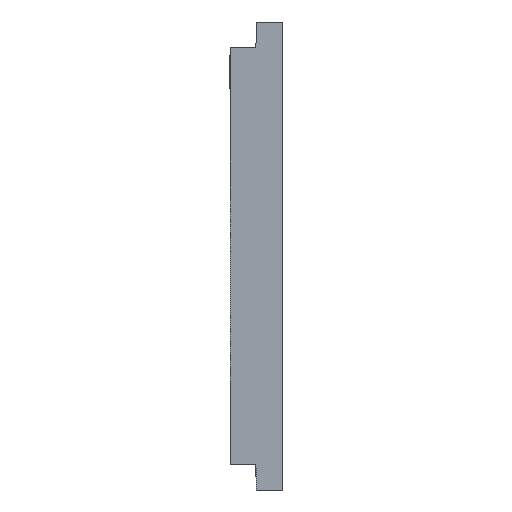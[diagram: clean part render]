
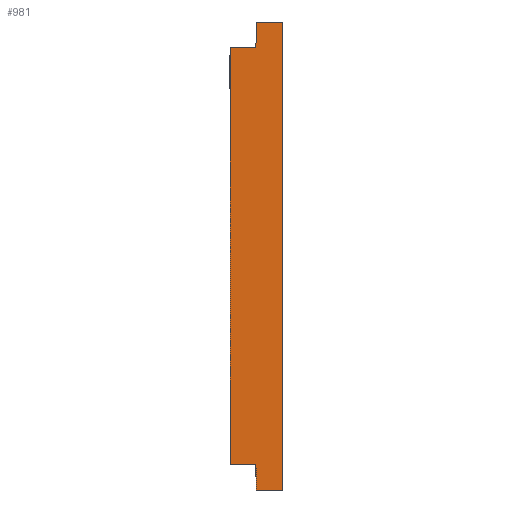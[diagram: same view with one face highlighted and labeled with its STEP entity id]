
A CAD part, front view. The second image highlights one B-rep face of the part: STEP entity #981.
In plain terms, the highlighted planar face has unit normal (0, -1, 0).
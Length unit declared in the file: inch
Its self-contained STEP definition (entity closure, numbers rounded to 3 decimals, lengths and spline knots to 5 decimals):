
#12 = ORIENTED_EDGE ( 'NONE', *, *, #556, .F. ) ;
#25 = VERTEX_POINT ( 'NONE', #912 ) ;
#100 = ORIENTED_EDGE ( 'NONE', *, *, #382, .F. ) ;
#129 = LINE ( 'NONE', #503, #218 ) ;
#154 = VECTOR ( 'NONE', #1025, 39.37008 ) ;
#176 = DIRECTION ( 'NONE',  ( -1., 0., 0. ) ) ;
#178 = AXIS2_PLACEMENT_3D ( 'NONE', #1063, #702, #1165 ) ;
#190 = EDGE_LOOP ( 'NONE', ( #896, #100, #1031, #394, #911, #296, #611, #12 ) ) ;
#218 = VECTOR ( 'NONE', #958, 39.37008 ) ;
#234 = VERTEX_POINT ( 'NONE', #1137 ) ;
#270 = EDGE_CURVE ( 'NONE', #946, #234, #129, .T. ) ;
#293 = LINE ( 'NONE', #522, #824 ) ;
#296 = ORIENTED_EDGE ( 'NONE', *, *, #1107, .F. ) ;
#325 = VECTOR ( 'NONE', #819, 39.37008 ) ;
#330 = DIRECTION ( 'NONE',  ( 1., 0., 0. ) ) ;
#333 = VECTOR ( 'NONE', #416, 39.37008 ) ;
#354 = CARTESIAN_POINT ( 'NONE',  ( -2.75, 0., -2.25 ) ) ;
#382 = EDGE_CURVE ( 'NONE', #25, #1146, #1014, .T. ) ;
#385 = VERTEX_POINT ( 'NONE', #801 ) ;
#394 = ORIENTED_EDGE ( 'NONE', *, *, #270, .F. ) ;
#406 = PLANE ( 'NONE',  #178 ) ;
#416 = DIRECTION ( 'NONE',  ( 0., 0., 1. ) ) ;
#429 = DIRECTION ( 'NONE',  ( 0., 0., 1. ) ) ;
#437 = EDGE_CURVE ( 'NONE', #587, #385, #293, .T. ) ;
#440 = CARTESIAN_POINT ( 'NONE',  ( -2.5, 0., 2.25 ) ) ;
#458 = FACE_OUTER_BOUND ( 'NONE', #190, .T. ) ;
#473 = CARTESIAN_POINT ( 'NONE',  ( -3., 0., -2. ) ) ;
#498 = CARTESIAN_POINT ( 'NONE',  ( -3., 0., 2. ) ) ;
#503 = CARTESIAN_POINT ( 'NONE',  ( -2.75, 0., 2. ) ) ;
#520 = LINE ( 'NONE', #637, #1151 ) ;
#522 = CARTESIAN_POINT ( 'NONE',  ( -2.75, 0., -2.25 ) ) ;
#556 = EDGE_CURVE ( 'NONE', #1042, #587, #968, .T. ) ;
#587 = VERTEX_POINT ( 'NONE', #354 ) ;
#592 = LINE ( 'NONE', #850, #154 ) ;
#611 = ORIENTED_EDGE ( 'NONE', *, *, #437, .F. ) ;
#632 = CARTESIAN_POINT ( 'NONE',  ( -2.75, 0., -2. ) ) ;
#637 = CARTESIAN_POINT ( 'NONE',  ( -2.5, 0., 2.25 ) ) ;
#702 = DIRECTION ( 'NONE',  ( 0., 1., 0. ) ) ;
#705 = CARTESIAN_POINT ( 'NONE',  ( -2.5, 0., -2.25 ) ) ;
#740 = EDGE_CURVE ( 'NONE', #1146, #1042, #520, .T. ) ;
#801 = CARTESIAN_POINT ( 'NONE',  ( -2.75, 0., -2. ) ) ;
#819 = DIRECTION ( 'NONE',  ( -1., 0., 0. ) ) ;
#823 = DIRECTION ( 'NONE',  ( 0., 0., -1. ) ) ;
#824 = VECTOR ( 'NONE', #429, 39.37008 ) ;
#850 = CARTESIAN_POINT ( 'NONE',  ( -3., 0., -2. ) ) ;
#852 = EDGE_CURVE ( 'NONE', #872, #946, #592, .T. ) ;
#872 = VERTEX_POINT ( 'NONE', #473 ) ;
#877 = CARTESIAN_POINT ( 'NONE',  ( -2.5, 0., 2.25 ) ) ;
#896 = ORIENTED_EDGE ( 'NONE', *, *, #740, .F. ) ;
#911 = ORIENTED_EDGE ( 'NONE', *, *, #852, .F. ) ;
#912 = CARTESIAN_POINT ( 'NONE',  ( -2.75, 0., 2.25 ) ) ;
#939 = VECTOR ( 'NONE', #176, 39.37008 ) ;
#946 = VERTEX_POINT ( 'NONE', #498 ) ;
#958 = DIRECTION ( 'NONE',  ( 1., 0., 0. ) ) ;
#968 = LINE ( 'NONE', #1081, #325 ) ;
#978 = CARTESIAN_POINT ( 'NONE',  ( -2.75, 0., 2.25 ) ) ;
#980 = LINE ( 'NONE', #632, #939 ) ;
#981 = ADVANCED_FACE ( 'NONE', ( #458 ), #406, .F. ) ;
#997 = LINE ( 'NONE', #978, #333 ) ;
#1014 = LINE ( 'NONE', #877, #1111 ) ;
#1025 = DIRECTION ( 'NONE',  ( 0., 0., 1. ) ) ;
#1031 = ORIENTED_EDGE ( 'NONE', *, *, #1036, .F. ) ;
#1036 = EDGE_CURVE ( 'NONE', #234, #25, #997, .T. ) ;
#1042 = VERTEX_POINT ( 'NONE', #705 ) ;
#1063 = CARTESIAN_POINT ( 'NONE',  ( 0., 0., 0. ) ) ;
#1081 = CARTESIAN_POINT ( 'NONE',  ( -2.5, 0., -2.25 ) ) ;
#1107 = EDGE_CURVE ( 'NONE', #385, #872, #980, .T. ) ;
#1111 = VECTOR ( 'NONE', #330, 39.37008 ) ;
#1137 = CARTESIAN_POINT ( 'NONE',  ( -2.75, 0., 2. ) ) ;
#1146 = VERTEX_POINT ( 'NONE', #440 ) ;
#1151 = VECTOR ( 'NONE', #823, 39.37008 ) ;
#1165 = DIRECTION ( 'NONE',  ( 0., 0., 1. ) ) ;
